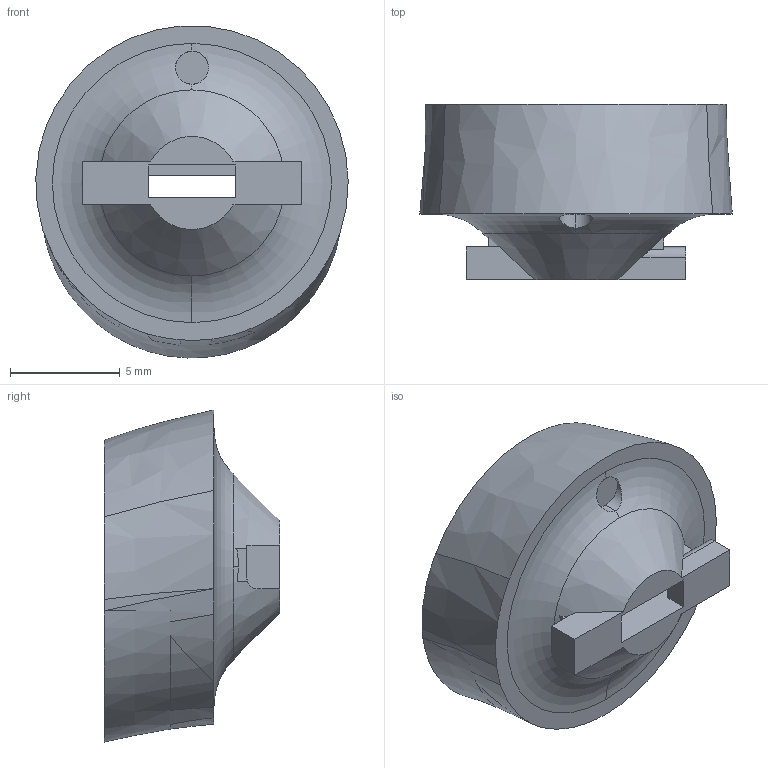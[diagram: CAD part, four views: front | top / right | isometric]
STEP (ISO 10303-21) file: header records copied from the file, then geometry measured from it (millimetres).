
FILE_DESCRIPTION (( 'STEP AP203' ), '1' );
FILE_NAME ('DP - D Lock.STEP', '2017-08-02T03:20:13', ( '' ), ( '' ), 'SwSTEP 2.0', 'SolidWorks 2016', '' );
FILE_SCHEMA (( 'CONFIG_CONTROL_DESIGN' ));
Length unit declared in the file: millimetre
Products named in the file (1): DP - D Lock
Bounding box: 14.23 x 8 x 15.13 mm (x, y, z)
Volume: 812.4 mm3; surface area: 714.8 mm2
Topology: 1 solids, 1 shells, 53 faces, 155 edges, 105 vertices
Faces by surface type: plane 34, bspline 11, cylinder 4, torus 2, cone 2
Entity records: 3450 total; most frequent: CARTESIAN_POINT 2091, ORIENTED_EDGE 310, DIRECTION 199, EDGE_CURVE 155, VERTEX_POINT 105, VECTOR 75, LINE 75, AXIS2_PLACEMENT_3D 62
